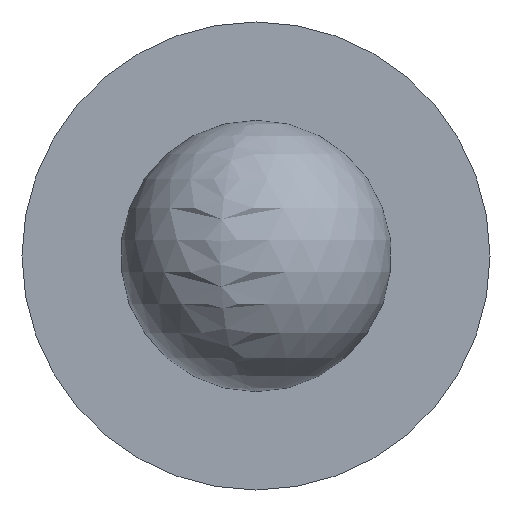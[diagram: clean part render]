
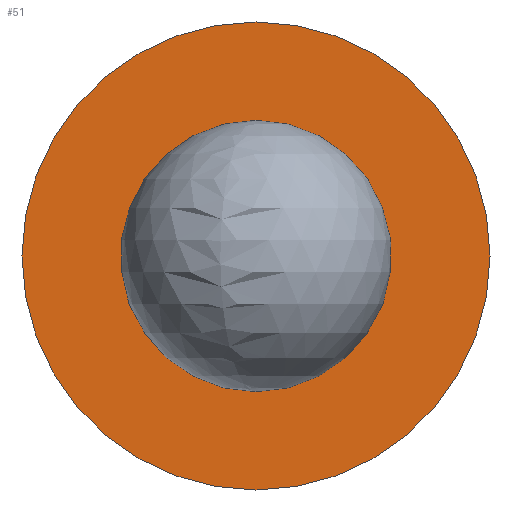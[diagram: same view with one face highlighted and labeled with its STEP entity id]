
A CAD part, front view. The second image highlights one B-rep face of the part: STEP entity #51.
In plain terms, the highlighted planar face has unit normal (0, -1, 0).
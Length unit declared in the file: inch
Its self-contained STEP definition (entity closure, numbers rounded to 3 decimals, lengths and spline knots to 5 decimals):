
#17=PLANE('',#60);
#22=FACE_BOUND('',#31,.T.);
#25=FACE_OUTER_BOUND('',#30,.T.);
#30=EDGE_LOOP('',(#45));
#31=EDGE_LOOP('',(#46));
#32=CIRCLE('',#55,0.0625);
#34=CIRCLE('',#59,0.125);
#35=VERTEX_POINT('',#79);
#37=VERTEX_POINT('',#85);
#38=EDGE_CURVE('',#35,#35,#32,.T.);
#40=EDGE_CURVE('',#37,#37,#34,.T.);
#45=ORIENTED_EDGE('',*,*,#40,.T.);
#46=ORIENTED_EDGE('',*,*,#38,.F.);
#51=ADVANCED_FACE('',(#25,#22),#17,.T.);
#55=AXIS2_PLACEMENT_3D('',#80,#65,#66);
#59=AXIS2_PLACEMENT_3D('',#86,#73,#74);
#60=AXIS2_PLACEMENT_3D('',#87,#75,#76);
#65=DIRECTION('center_axis',(0.,-1.,0.));
#66=DIRECTION('ref_axis',(0.,0.,-1.));
#73=DIRECTION('center_axis',(0.,-1.,0.));
#74=DIRECTION('ref_axis',(0.,0.,-1.));
#75=DIRECTION('center_axis',(0.,-1.,0.));
#76=DIRECTION('ref_axis',(0.,0.,-1.));
#79=CARTESIAN_POINT('',(0.,0.207,-0.0625));
#80=CARTESIAN_POINT('Origin',(0.,0.207,0.));
#85=CARTESIAN_POINT('',(0.125,0.207,0.));
#86=CARTESIAN_POINT('Origin',(0.,0.207,0.));
#87=CARTESIAN_POINT('Origin',(0.,0.207,0.));
